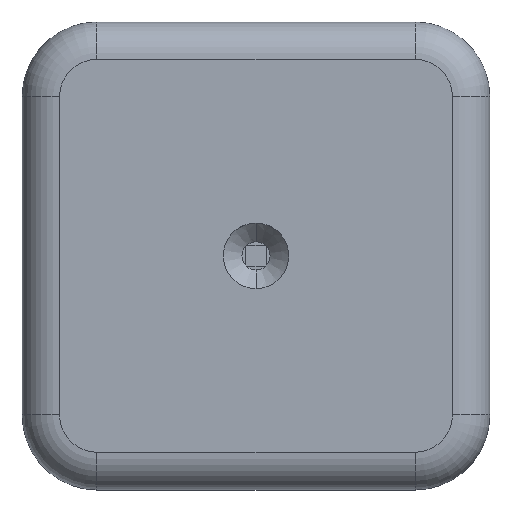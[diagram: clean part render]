
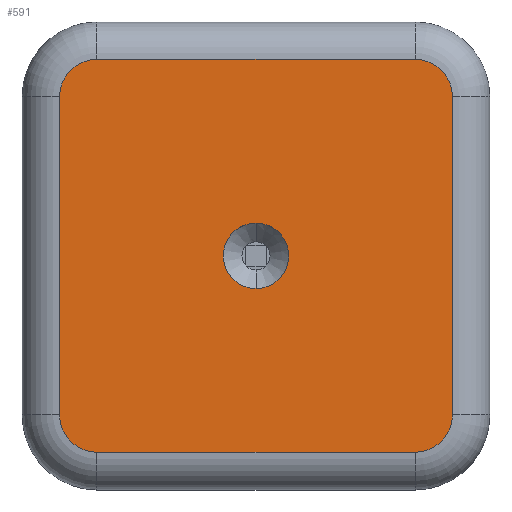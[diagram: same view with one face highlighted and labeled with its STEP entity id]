
A CAD part, top view. The second image highlights one B-rep face of the part: STEP entity #591.
In plain terms, the highlighted planar face has unit normal (0, 0, 1).
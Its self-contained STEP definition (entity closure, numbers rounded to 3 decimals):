
#13 = CARTESIAN_POINT ( 'NONE',  ( 46., 42., 21.7 ) ) ;
#473 = VERTEX_POINT ( 'NONE', #4645 ) ;
#591 = ADVANCED_FACE ( 'NONE', ( #8267, #5837 ), #11107, .T. ) ;
#666 = VECTOR ( 'NONE', #6218, 1000. ) ;
#757 = VERTEX_POINT ( 'NONE', #6128 ) ;
#868 = DIRECTION ( 'NONE',  ( 0., -1., 0. ) ) ;
#1009 = CARTESIAN_POINT ( 'NONE',  ( 42., 42., 21.7 ) ) ;
#1023 = VECTOR ( 'NONE', #1177, 1000. ) ;
#1177 = DIRECTION ( 'NONE',  ( -1., 0., 0. ) ) ;
#1234 = LINE ( 'NONE', #9039, #1023 ) ;
#1238 = EDGE_CURVE ( 'NONE', #6199, #5515, #1234, .T. ) ;
#1307 = CARTESIAN_POINT ( 'NONE',  ( 42., 46., 21.7 ) ) ;
#1374 = DIRECTION ( 'NONE',  ( 0., 0., 1. ) ) ;
#1478 = CARTESIAN_POINT ( 'NONE',  ( 0., 0., 21.7 ) ) ;
#1606 = CARTESIAN_POINT ( 'NONE',  ( 8., 42., 21.7 ) ) ;
#1794 = ORIENTED_EDGE ( 'NONE', *, *, #9137, .F. ) ;
#1895 = VERTEX_POINT ( 'NONE', #10432 ) ;
#2122 = VERTEX_POINT ( 'NONE', #8633 ) ;
#2125 = EDGE_CURVE ( 'NONE', #2122, #6199, #4143, .T. ) ;
#2174 = EDGE_CURVE ( 'NONE', #5515, #757, #3225, .T. ) ;
#2221 = CARTESIAN_POINT ( 'NONE',  ( 8., 8., 21.7 ) ) ;
#2534 = ORIENTED_EDGE ( 'NONE', *, *, #3324, .T. ) ;
#2665 = DIRECTION ( 'NONE',  ( 0., 0., 1. ) ) ;
#2725 = EDGE_LOOP ( 'NONE', ( #1794, #3478 ) ) ;
#2919 = VECTOR ( 'NONE', #3497, 1000. ) ;
#3034 = CARTESIAN_POINT ( 'NONE',  ( 25., 25., 21.7 ) ) ;
#3076 = DIRECTION ( 'NONE',  ( 0., 0., 1. ) ) ;
#3196 = CARTESIAN_POINT ( 'NONE',  ( 8., 4., 21.7 ) ) ;
#3225 = CIRCLE ( 'NONE', #9654, 4. ) ;
#3243 = AXIS2_PLACEMENT_3D ( 'NONE', #2221, #1374, #6535 ) ;
#3293 = ORIENTED_EDGE ( 'NONE', *, *, #2174, .T. ) ;
#3315 = CARTESIAN_POINT ( 'NONE',  ( 25., 28.5, 21.7 ) ) ;
#3324 = EDGE_CURVE ( 'NONE', #1895, #5898, #11125, .T. ) ;
#3387 = DIRECTION ( 'NONE',  ( 0., -1., 0. ) ) ;
#3478 = ORIENTED_EDGE ( 'NONE', *, *, #8657, .F. ) ;
#3497 = DIRECTION ( 'NONE',  ( 0., 1., 0. ) ) ;
#3878 = AXIS2_PLACEMENT_3D ( 'NONE', #1478, #3076, #11051 ) ;
#4143 = CIRCLE ( 'NONE', #5070, 4. ) ;
#4195 = AXIS2_PLACEMENT_3D ( 'NONE', #6746, #8257, #5827 ) ;
#4568 = CIRCLE ( 'NONE', #5851, 4. ) ;
#4645 = CARTESIAN_POINT ( 'NONE',  ( 25., 21.5, 21.7 ) ) ;
#4848 = VECTOR ( 'NONE', #8646, 1000. ) ;
#4992 = ORIENTED_EDGE ( 'NONE', *, *, #1238, .T. ) ;
#5070 = AXIS2_PLACEMENT_3D ( 'NONE', #1009, #2665, #7151 ) ;
#5490 = ORIENTED_EDGE ( 'NONE', *, *, #8067, .T. ) ;
#5515 = VERTEX_POINT ( 'NONE', #6034 ) ;
#5594 = AXIS2_PLACEMENT_3D ( 'NONE', #3034, #7627, #11112 ) ;
#5714 = VERTEX_POINT ( 'NONE', #10035 ) ;
#5796 = ORIENTED_EDGE ( 'NONE', *, *, #7397, .T. ) ;
#5827 = DIRECTION ( 'NONE',  ( 0., -1., 0. ) ) ;
#5837 = FACE_OUTER_BOUND ( 'NONE', #9040, .T. ) ;
#5851 = AXIS2_PLACEMENT_3D ( 'NONE', #8547, #11233, #868 ) ;
#5898 = VERTEX_POINT ( 'NONE', #3196 ) ;
#6034 = CARTESIAN_POINT ( 'NONE',  ( 8., 46., 21.7 ) ) ;
#6115 = VERTEX_POINT ( 'NONE', #8312 ) ;
#6128 = CARTESIAN_POINT ( 'NONE',  ( 4., 42., 21.7 ) ) ;
#6199 = VERTEX_POINT ( 'NONE', #1307 ) ;
#6218 = DIRECTION ( 'NONE',  ( 1., 0., 0. ) ) ;
#6535 = DIRECTION ( 'NONE',  ( 0., -1., 0. ) ) ;
#6559 = ORIENTED_EDGE ( 'NONE', *, *, #2125, .T. ) ;
#6746 = CARTESIAN_POINT ( 'NONE',  ( 25., 25., 21.7 ) ) ;
#6775 = ORIENTED_EDGE ( 'NONE', *, *, #7055, .T. ) ;
#6882 = LINE ( 'NONE', #13, #2919 ) ;
#7055 = EDGE_CURVE ( 'NONE', #6115, #5714, #4568, .T. ) ;
#7089 = EDGE_CURVE ( 'NONE', #5714, #2122, #6882, .T. ) ;
#7098 = ORIENTED_EDGE ( 'NONE', *, *, #7089, .T. ) ;
#7151 = DIRECTION ( 'NONE',  ( 0., -1., 0. ) ) ;
#7397 = EDGE_CURVE ( 'NONE', #757, #1895, #11103, .T. ) ;
#7627 = DIRECTION ( 'NONE',  ( 0., 0., 1. ) ) ;
#8067 = EDGE_CURVE ( 'NONE', #5898, #6115, #8745, .T. ) ;
#8257 = DIRECTION ( 'NONE',  ( 0., 0., 1. ) ) ;
#8267 = FACE_BOUND ( 'NONE', #2725, .T. ) ;
#8312 = CARTESIAN_POINT ( 'NONE',  ( 42., 4., 21.7 ) ) ;
#8497 = DIRECTION ( 'NONE',  ( 0., 0., 1. ) ) ;
#8547 = CARTESIAN_POINT ( 'NONE',  ( 42., 8., 21.7 ) ) ;
#8633 = CARTESIAN_POINT ( 'NONE',  ( 46., 42., 21.7 ) ) ;
#8646 = DIRECTION ( 'NONE',  ( 0., -1., 0. ) ) ;
#8657 = EDGE_CURVE ( 'NONE', #8908, #473, #10530, .T. ) ;
#8745 = LINE ( 'NONE', #9544, #666 ) ;
#8908 = VERTEX_POINT ( 'NONE', #3315 ) ;
#9039 = CARTESIAN_POINT ( 'NONE',  ( 8., 46., 21.7 ) ) ;
#9040 = EDGE_LOOP ( 'NONE', ( #5490, #6775, #7098, #6559, #4992, #3293, #5796, #2534 ) ) ;
#9137 = EDGE_CURVE ( 'NONE', #473, #8908, #9154, .T. ) ;
#9154 = CIRCLE ( 'NONE', #4195, 3.5 ) ;
#9544 = CARTESIAN_POINT ( 'NONE',  ( 42., 4., 21.7 ) ) ;
#9654 = AXIS2_PLACEMENT_3D ( 'NONE', #1606, #8497, #3387 ) ;
#10035 = CARTESIAN_POINT ( 'NONE',  ( 46., 8., 21.7 ) ) ;
#10245 = CARTESIAN_POINT ( 'NONE',  ( 4., 8., 21.7 ) ) ;
#10432 = CARTESIAN_POINT ( 'NONE',  ( 4., 8., 21.7 ) ) ;
#10530 = CIRCLE ( 'NONE', #5594, 3.5 ) ;
#11051 = DIRECTION ( 'NONE',  ( 0., -1., 0. ) ) ;
#11103 = LINE ( 'NONE', #10245, #4848 ) ;
#11107 = PLANE ( 'NONE',  #3878 ) ;
#11112 = DIRECTION ( 'NONE',  ( 0., -1., 0. ) ) ;
#11125 = CIRCLE ( 'NONE', #3243, 4. ) ;
#11233 = DIRECTION ( 'NONE',  ( 0., 0., 1. ) ) ;
